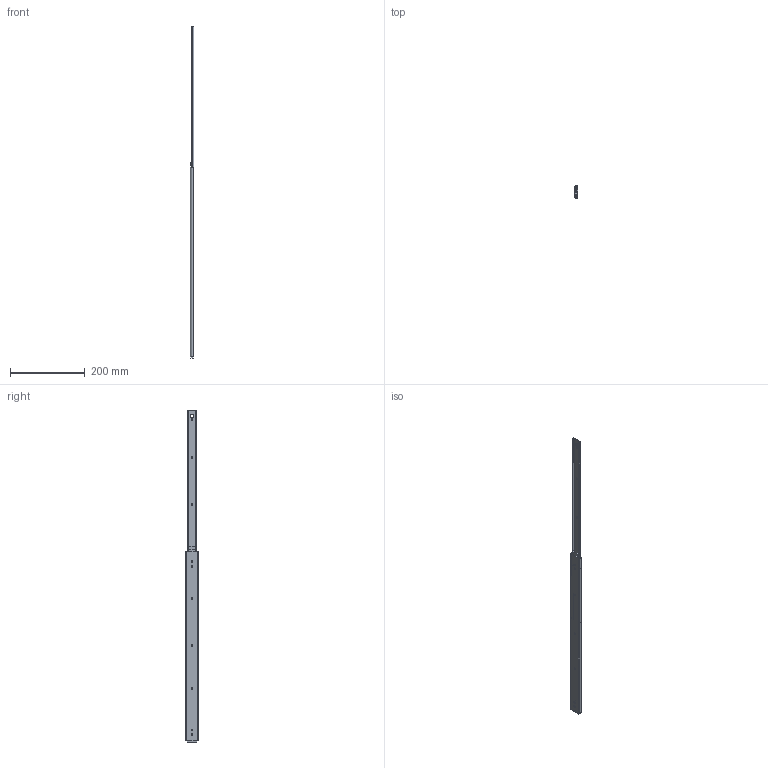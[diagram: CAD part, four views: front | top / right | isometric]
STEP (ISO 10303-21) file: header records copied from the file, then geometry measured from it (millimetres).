
FILE_DESCRIPTION (( 'STEP AP203' ), '1' );
FILE_NAME ('K-251-HDS-20.STEP', '2009-06-15T05:21:53', ( ' ' ), ( ' ' ), 'SwSTEP 2.0', 'SolidWorks 2007', '' );
FILE_SCHEMA (( 'CONFIG_CONTROL_DESIGN' ));
Length unit declared in the file: millimetre
Products named in the file (4): K-251-HDS-20; K-251-HDS-20アウターメンバー__ﾃﾞﾌｫﾙﾄ; K-251-HDS-20ボールリティナー__ﾃﾞﾌｫﾙﾄ; K-251-HDS-20インナーメンバー__ﾃﾞﾌｫﾙﾄ
Assembly tree (3 placements, depth 2):
  K-251-HDS-20
    K-251-HDS-20インナーメンバー__ﾃﾞﾌｫﾙﾄ
    K-251-HDS-20ボールリティナー__ﾃﾞﾌｫﾙﾄ
    K-251-HDS-20アウターメンバー__ﾃﾞﾌｫﾙﾄ
Bounding box: 9.6 x 35.27 x 889.5 mm (x, y, z)
Volume: 75969.7 mm3; surface area: 103183.9 mm2
Topology: 3 solids, 3 shells, 139 faces, 389 edges, 258 vertices
Faces by surface type: plane 91, cylinder 48
Entity records: 4929 total; most frequent: CARTESIAN_POINT 792, ORIENTED_EDGE 778, DIRECTION 775, EDGE_CURVE 389, VECTOR 293, LINE 293, VERTEX_POINT 258, AXIS2_PLACEMENT_3D 241
